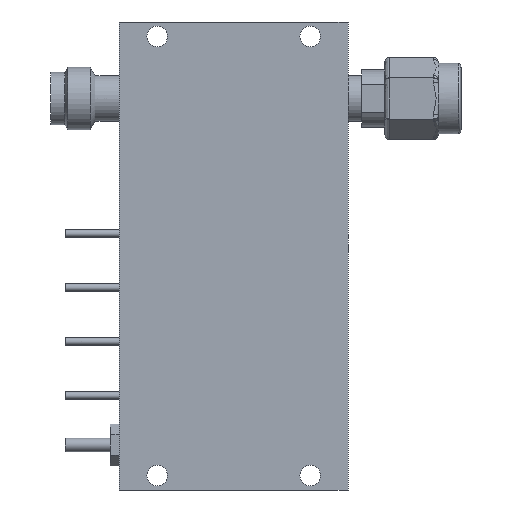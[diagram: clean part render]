
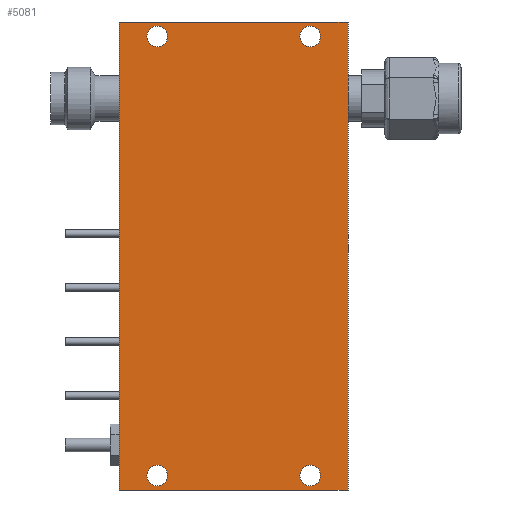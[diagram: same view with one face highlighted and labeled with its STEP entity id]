
A CAD part, front view. The second image highlights one B-rep face of the part: STEP entity #5081.
In plain terms, the highlighted planar face has unit normal (0, -1, 0).
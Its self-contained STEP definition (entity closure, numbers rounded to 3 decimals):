
#70 = DIRECTION ( 'NONE',  ( 0., 1., 0. ) ) ;
#111 = CARTESIAN_POINT ( 'NONE',  ( 8.5, 0., -24.4 ) ) ;
#144 = DIRECTION ( 'NONE',  ( 0., 0., 1. ) ) ;
#145 = LINE ( 'NONE', #1193, #154 ) ;
#154 = VECTOR ( 'NONE', #5461, 1000. ) ;
#322 = EDGE_CURVE ( 'NONE', #4957, #5028, #4743, .T. ) ;
#371 = CARTESIAN_POINT ( 'NONE',  ( -8.5, 0., 23.25 ) ) ;
#391 = CARTESIAN_POINT ( 'NONE',  ( 12.7, 0., 26. ) ) ;
#395 = VERTEX_POINT ( 'NONE', #5721 ) ;
#415 = EDGE_CURVE ( 'NONE', #5261, #5347, #4733, .T. ) ;
#423 = AXIS2_PLACEMENT_3D ( 'NONE', #111, #70, #144 ) ;
#441 = VECTOR ( 'NONE', #2952, 1000. ) ;
#459 = LINE ( 'NONE', #391, #441 ) ;
#515 = AXIS2_PLACEMENT_3D ( 'NONE', #6893, #4539, #4408 ) ;
#570 = DIRECTION ( 'NONE',  ( 0., 1., 0. ) ) ;
#839 = VERTEX_POINT ( 'NONE', #1169 ) ;
#850 = EDGE_CURVE ( 'NONE', #5797, #839, #4300, .T. ) ;
#869 = CARTESIAN_POINT ( 'NONE',  ( 12.7, 0., 26. ) ) ;
#1158 = DIRECTION ( 'NONE',  ( 0., 0., 1. ) ) ;
#1169 = CARTESIAN_POINT ( 'NONE',  ( -12.7, 0., 26. ) ) ;
#1193 = CARTESIAN_POINT ( 'NONE',  ( -12.7, 0., 26. ) ) ;
#1215 = DIRECTION ( 'NONE',  ( 0., 0., 1. ) ) ;
#1325 = EDGE_LOOP ( 'NONE', ( #2439, #6472 ) ) ;
#1330 = EDGE_LOOP ( 'NONE', ( #2301, #5436 ) ) ;
#1378 = CARTESIAN_POINT ( 'NONE',  ( 8.5, 0., 25.55 ) ) ;
#1572 = DIRECTION ( 'NONE',  ( 0., 0., 1. ) ) ;
#1590 = DIRECTION ( 'NONE',  ( 0., 1., 0. ) ) ;
#1592 = CARTESIAN_POINT ( 'NONE',  ( -8.5, 0., 24.4 ) ) ;
#1623 = CARTESIAN_POINT ( 'NONE',  ( -12.7, 0., 26. ) ) ;
#1693 = VERTEX_POINT ( 'NONE', #7584 ) ;
#1718 = AXIS2_PLACEMENT_3D ( 'NONE', #5061, #6422, #5016 ) ;
#1902 = DIRECTION ( 'NONE',  ( 0., 0., 1. ) ) ;
#1917 = DIRECTION ( 'NONE',  ( 0., 1., 0. ) ) ;
#1920 = CARTESIAN_POINT ( 'NONE',  ( 8.5, 0., -24.4 ) ) ;
#2218 = DIRECTION ( 'NONE',  ( 0., 0., 1. ) ) ;
#2227 = DIRECTION ( 'NONE',  ( 0., 1., 0. ) ) ;
#2243 = CARTESIAN_POINT ( 'NONE',  ( 8.5, 0., 24.4 ) ) ;
#2248 = ORIENTED_EDGE ( 'NONE', *, *, #322, .T. ) ;
#2250 = CARTESIAN_POINT ( 'NONE',  ( 8.5, 0., -25.55 ) ) ;
#2258 = ORIENTED_EDGE ( 'NONE', *, *, #2492, .T. ) ;
#2283 = VERTEX_POINT ( 'NONE', #2802 ) ;
#2301 = ORIENTED_EDGE ( 'NONE', *, *, #2455, .T. ) ;
#2333 = EDGE_CURVE ( 'NONE', #5907, #1693, #7673, .T. ) ;
#2406 = EDGE_CURVE ( 'NONE', #2579, #395, #2472, .T. ) ;
#2422 = DIRECTION ( 'NONE',  ( 0., 0., 1. ) ) ;
#2432 = DIRECTION ( 'NONE',  ( 0., 1., 0. ) ) ;
#2439 = ORIENTED_EDGE ( 'NONE', *, *, #2406, .T. ) ;
#2455 = EDGE_CURVE ( 'NONE', #5347, #5261, #2460, .T. ) ;
#2458 = CARTESIAN_POINT ( 'NONE',  ( -8.5, 0., -24.4 ) ) ;
#2460 = CIRCLE ( 'NONE', #6980, 1.15 ) ;
#2472 = CIRCLE ( 'NONE', #7139, 1.15 ) ;
#2492 = EDGE_CURVE ( 'NONE', #5028, #4957, #2499, .T. ) ;
#2499 = CIRCLE ( 'NONE', #6870, 1.15 ) ;
#2579 = VERTEX_POINT ( 'NONE', #1378 ) ;
#2609 = ORIENTED_EDGE ( 'NONE', *, *, #5071, .T. ) ;
#2622 = ORIENTED_EDGE ( 'NONE', *, *, #2333, .T. ) ;
#2632 = AXIS2_PLACEMENT_3D ( 'NONE', #7180, #7147, #7117 ) ;
#2719 = FACE_BOUND ( 'NONE', #7578, .T. ) ;
#2734 = FACE_OUTER_BOUND ( 'NONE', #5393, .T. ) ;
#2752 = FACE_BOUND ( 'NONE', #1330, .T. ) ;
#2767 = FACE_BOUND ( 'NONE', #1325, .T. ) ;
#2770 = FACE_BOUND ( 'NONE', #7634, .T. ) ;
#2802 = CARTESIAN_POINT ( 'NONE',  ( 12.7, 0., -26. ) ) ;
#2952 = DIRECTION ( 'NONE',  ( 0., 0., -1. ) ) ;
#2998 = CIRCLE ( 'NONE', #2632, 1.15 ) ;
#3100 = ORIENTED_EDGE ( 'NONE', *, *, #5451, .F. ) ;
#3581 = VECTOR ( 'NONE', #7765, 1000. ) ;
#4292 = VECTOR ( 'NONE', #1215, 1000. ) ;
#4300 = LINE ( 'NONE', #1623, #4292 ) ;
#4408 = DIRECTION ( 'NONE',  ( 0., 0., 1. ) ) ;
#4539 = DIRECTION ( 'NONE',  ( 0., 1., 0. ) ) ;
#4681 = CARTESIAN_POINT ( 'NONE',  ( -8.5, 0., 25.55 ) ) ;
#4719 = CARTESIAN_POINT ( 'NONE',  ( 8.5, 0., -23.25 ) ) ;
#4733 = CIRCLE ( 'NONE', #423, 1.15 ) ;
#4743 = CIRCLE ( 'NONE', #515, 1.15 ) ;
#4957 = VERTEX_POINT ( 'NONE', #371 ) ;
#5016 = DIRECTION ( 'NONE',  ( 0., 0., -1. ) ) ;
#5028 = VERTEX_POINT ( 'NONE', #4681 ) ;
#5033 = ORIENTED_EDGE ( 'NONE', *, *, #5348, .F. ) ;
#5061 = CARTESIAN_POINT ( 'NONE',  ( 0., 0., 0. ) ) ;
#5071 = EDGE_CURVE ( 'NONE', #1693, #5907, #2998, .T. ) ;
#5081 = ADVANCED_FACE ( 'NONE', ( #2770, #2767, #2752, #2719, #2734 ), #6480, .T. ) ;
#5237 = CARTESIAN_POINT ( 'NONE',  ( -12.7, 0., -26. ) ) ;
#5256 = CARTESIAN_POINT ( 'NONE',  ( 8.5, 0., 24.4 ) ) ;
#5261 = VERTEX_POINT ( 'NONE', #2250 ) ;
#5347 = VERTEX_POINT ( 'NONE', #4719 ) ;
#5348 = EDGE_CURVE ( 'NONE', #6706, #2283, #459, .T. ) ;
#5393 = EDGE_LOOP ( 'NONE', ( #5033, #3100, #6578, #6558 ) ) ;
#5436 = ORIENTED_EDGE ( 'NONE', *, *, #415, .T. ) ;
#5451 = EDGE_CURVE ( 'NONE', #839, #6706, #145, .T. ) ;
#5461 = DIRECTION ( 'NONE',  ( 1., 0., 0. ) ) ;
#5500 = EDGE_CURVE ( 'NONE', #395, #2579, #8025, .T. ) ;
#5690 = LINE ( 'NONE', #6549, #3581 ) ;
#5721 = CARTESIAN_POINT ( 'NONE',  ( 8.5, 0., 23.25 ) ) ;
#5797 = VERTEX_POINT ( 'NONE', #5237 ) ;
#5907 = VERTEX_POINT ( 'NONE', #7878 ) ;
#6422 = DIRECTION ( 'NONE',  ( 0., -1., 0. ) ) ;
#6472 = ORIENTED_EDGE ( 'NONE', *, *, #5500, .T. ) ;
#6480 = PLANE ( 'NONE',  #1718 ) ;
#6519 = AXIS2_PLACEMENT_3D ( 'NONE', #5256, #570, #1158 ) ;
#6549 = CARTESIAN_POINT ( 'NONE',  ( -12.7, 0., -26. ) ) ;
#6558 = ORIENTED_EDGE ( 'NONE', *, *, #8000, .F. ) ;
#6578 = ORIENTED_EDGE ( 'NONE', *, *, #850, .F. ) ;
#6706 = VERTEX_POINT ( 'NONE', #869 ) ;
#6870 = AXIS2_PLACEMENT_3D ( 'NONE', #1592, #1590, #1572 ) ;
#6893 = CARTESIAN_POINT ( 'NONE',  ( -8.5, 0., 24.4 ) ) ;
#6980 = AXIS2_PLACEMENT_3D ( 'NONE', #1920, #1917, #1902 ) ;
#7117 = DIRECTION ( 'NONE',  ( 0., 0., 1. ) ) ;
#7139 = AXIS2_PLACEMENT_3D ( 'NONE', #2243, #2227, #2218 ) ;
#7147 = DIRECTION ( 'NONE',  ( 0., 1., 0. ) ) ;
#7180 = CARTESIAN_POINT ( 'NONE',  ( -8.5, 0., -24.4 ) ) ;
#7194 = AXIS2_PLACEMENT_3D ( 'NONE', #2458, #2432, #2422 ) ;
#7578 = EDGE_LOOP ( 'NONE', ( #2258, #2248 ) ) ;
#7584 = CARTESIAN_POINT ( 'NONE',  ( -8.5, 0., -25.55 ) ) ;
#7634 = EDGE_LOOP ( 'NONE', ( #2622, #2609 ) ) ;
#7673 = CIRCLE ( 'NONE', #7194, 1.15 ) ;
#7765 = DIRECTION ( 'NONE',  ( -1., 0., 0. ) ) ;
#7878 = CARTESIAN_POINT ( 'NONE',  ( -8.5, 0., -23.25 ) ) ;
#8000 = EDGE_CURVE ( 'NONE', #2283, #5797, #5690, .T. ) ;
#8025 = CIRCLE ( 'NONE', #6519, 1.15 ) ;
